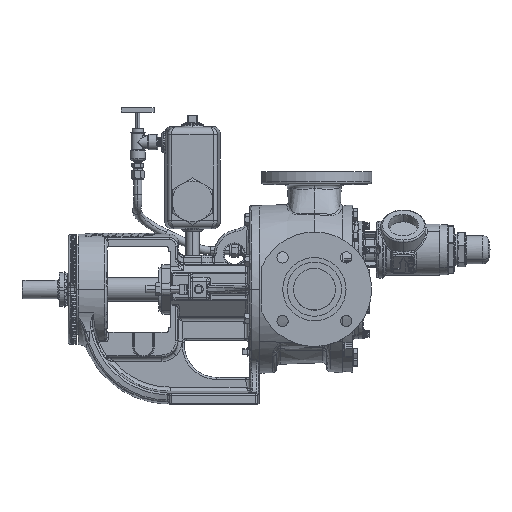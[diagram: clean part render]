
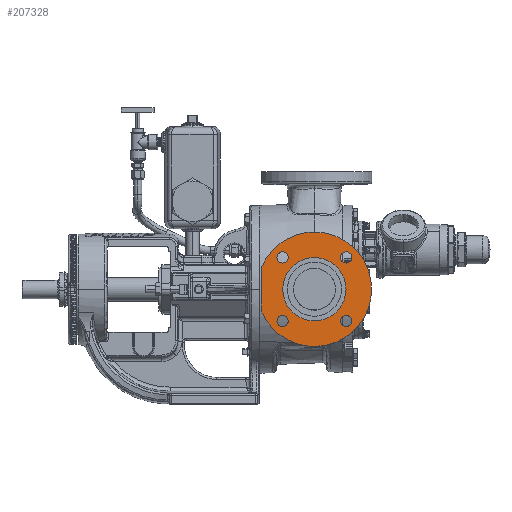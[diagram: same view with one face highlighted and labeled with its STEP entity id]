
A CAD part, top view. The second image highlights one B-rep face of the part: STEP entity #207328.
In plain terms, the highlighted planar face has unit normal (0, 0, 1).
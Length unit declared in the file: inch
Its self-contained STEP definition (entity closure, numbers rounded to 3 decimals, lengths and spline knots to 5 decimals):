
#96 = AXIS2_PLACEMENT_3D ( 'NONE', #249427, #125535, #1408 ) ;
#602 = EDGE_CURVE ( 'NONE', #123835, #50187, #138904, .T. ) ;
#1408 = DIRECTION ( 'NONE',  ( 1., 0., 0. ) ) ;
#5125 = CARTESIAN_POINT ( 'NONE',  ( 5.27454, -1.94454, 7.19 ) ) ;
#8967 = DIRECTION ( 'NONE',  ( 1., 0., 0. ) ) ;
#13834 = CIRCLE ( 'NONE', #142443, 3.5 ) ;
#15524 = EDGE_CURVE ( 'NONE', #50187, #123835, #175159, .T. ) ;
#17735 = FACE_BOUND ( 'NONE', #261810, .T. ) ;
#17835 = EDGE_CURVE ( 'NONE', #71893, #80770, #154930, .T. ) ;
#17856 = AXIS2_PLACEMENT_3D ( 'NONE', #235753, #111891, #256612 ) ;
#23689 = VERTEX_POINT ( 'NONE', #134816 ) ;
#24786 = CARTESIAN_POINT ( 'NONE',  ( 5.265, 0., 7.19 ) ) ;
#25991 = DIRECTION ( 'NONE',  ( 1., 0., 0. ) ) ;
#26082 = PLANE ( 'NONE',  #239572 ) ;
#26365 = DIRECTION ( 'NONE',  ( 0., 0., 1. ) ) ;
#26716 = ORIENTED_EDGE ( 'NONE', *, *, #119344, .T. ) ;
#35649 = VECTOR ( 'NONE', #200497, 39.37008 ) ;
#42326 = CARTESIAN_POINT ( 'NONE',  ( 1.38546, 1.94454, 7.19 ) ) ;
#46909 = EDGE_LOOP ( 'NONE', ( #159453, #189482 ) ) ;
#49013 = VERTEX_POINT ( 'NONE', #173722 ) ;
#50187 = VERTEX_POINT ( 'NONE', #54566 ) ;
#52827 = DIRECTION ( 'NONE',  ( 0., 0., 1. ) ) ;
#53381 = FACE_BOUND ( 'NONE', #46909, .T. ) ;
#54071 = EDGE_CURVE ( 'NONE', #253946, #150784, #262799, .T. ) ;
#54566 = CARTESIAN_POINT ( 'NONE',  ( 5.61854, 1.94454, 7.19 ) ) ;
#55349 = VERTEX_POINT ( 'NONE', #81038 ) ;
#55676 = CARTESIAN_POINT ( 'NONE',  ( 0.08, 3.70917, 7.19 ) ) ;
#61131 = ORIENTED_EDGE ( 'NONE', *, *, #218176, .F. ) ;
#62215 = DIRECTION ( 'NONE',  ( 0., 0., 1. ) ) ;
#63112 = DIRECTION ( 'NONE',  ( 1., 0., 0. ) ) ;
#64244 = AXIS2_PLACEMENT_3D ( 'NONE', #176876, #52827, #197662 ) ;
#65045 = VERTEX_POINT ( 'NONE', #196451 ) ;
#70615 = ORIENTED_EDGE ( 'NONE', *, *, #15524, .F. ) ;
#71893 = VERTEX_POINT ( 'NONE', #155494 ) ;
#80770 = VERTEX_POINT ( 'NONE', #95775 ) ;
#81038 = CARTESIAN_POINT ( 'NONE',  ( 1.04146, -1.94454, 7.19 ) ) ;
#87376 = VERTEX_POINT ( 'NONE', #244456 ) ;
#89532 = CARTESIAN_POINT ( 'NONE',  ( -0.1225, 0., 7.19 ) ) ;
#89573 = ORIENTED_EDGE ( 'NONE', *, *, #259044, .F. ) ;
#92007 = CIRCLE ( 'NONE', #214975, 0.344 ) ;
#95775 = CARTESIAN_POINT ( 'NONE',  ( 0.08, 1.27574, 7.19 ) ) ;
#102197 = DIRECTION ( 'NONE',  ( 0., 0., 1. ) ) ;
#103466 = CIRCLE ( 'NONE', #203312, 0.344 ) ;
#106709 = ORIENTED_EDGE ( 'NONE', *, *, #602, .F. ) ;
#109206 = CARTESIAN_POINT ( 'NONE',  ( 1.38546, 1.94454, 7.19 ) ) ;
#110357 = DIRECTION ( 'NONE',  ( 0., 0., 1. ) ) ;
#110364 = DIRECTION ( 'NONE',  ( 0., 1., 0. ) ) ;
#111865 = CARTESIAN_POINT ( 'NONE',  ( 1.72946, 1.94454, 7.19 ) ) ;
#111891 = DIRECTION ( 'NONE',  ( 0., 0., 1. ) ) ;
#114795 = CARTESIAN_POINT ( 'NONE',  ( 3.33, 0., 7.19 ) ) ;
#118818 = AXIS2_PLACEMENT_3D ( 'NONE', #5125, #150094, #25991 ) ;
#119344 = EDGE_CURVE ( 'NONE', #80770, #65045, #255837, .T. ) ;
#122464 = CARTESIAN_POINT ( 'NONE',  ( 3.33, 0., 7.19 ) ) ;
#123835 = VERTEX_POINT ( 'NONE', #179454 ) ;
#125535 = DIRECTION ( 'NONE',  ( 0., 0., 1. ) ) ;
#127407 = CIRCLE ( 'NONE', #64244, 0.344 ) ;
#129994 = DIRECTION ( 'NONE',  ( 1., 0., 0. ) ) ;
#133061 = DIRECTION ( 'NONE',  ( 0., 0., 1. ) ) ;
#134816 = CARTESIAN_POINT ( 'NONE',  ( 5.61854, -1.94454, 7.19 ) ) ;
#135575 = DIRECTION ( 'NONE',  ( 0., 1., 0. ) ) ;
#138658 = EDGE_CURVE ( 'NONE', #262230, #148705, #215448, .T. ) ;
#138904 = CIRCLE ( 'NONE', #96, 0.344 ) ;
#139420 = ORIENTED_EDGE ( 'NONE', *, *, #54071, .F. ) ;
#140903 = CARTESIAN_POINT ( 'NONE',  ( 1.395, 0., 7.19 ) ) ;
#142399 = AXIS2_PLACEMENT_3D ( 'NONE', #234240, #110357, #255104 ) ;
#142443 = AXIS2_PLACEMENT_3D ( 'NONE', #114795, #259521, #135575 ) ;
#142802 = VERTEX_POINT ( 'NONE', #188956 ) ;
#143226 = DIRECTION ( 'NONE',  ( 1., 0., 0. ) ) ;
#145688 = EDGE_LOOP ( 'NONE', ( #61131, #139420 ) ) ;
#148078 = CIRCLE ( 'NONE', #142399, 0.12 ) ;
#148705 = VERTEX_POINT ( 'NONE', #24786 ) ;
#149514 = CIRCLE ( 'NONE', #118818, 0.344 ) ;
#150094 = DIRECTION ( 'NONE',  ( 0., 0., 1. ) ) ;
#150459 = CARTESIAN_POINT ( 'NONE',  ( 5.27454, -1.94454, 7.19 ) ) ;
#150784 = VERTEX_POINT ( 'NONE', #111865 ) ;
#151333 = CIRCLE ( 'NONE', #206361, 0.344 ) ;
#154930 = CIRCLE ( 'NONE', #17856, 0.12 ) ;
#155494 = CARTESIAN_POINT ( 'NONE',  ( 0.08888, 1.32103, 7.19 ) ) ;
#157054 = FACE_OUTER_BOUND ( 'NONE', #223089, .T. ) ;
#159453 = ORIENTED_EDGE ( 'NONE', *, *, #180123, .F. ) ;
#162343 = AXIS2_PLACEMENT_3D ( 'NONE', #122464, #267173, #143226 ) ;
#166314 = AXIS2_PLACEMENT_3D ( 'NONE', #42326, #187106, #63112 ) ;
#170949 = ORIENTED_EDGE ( 'NONE', *, *, #258609, .F. ) ;
#171265 = DIRECTION ( 'NONE',  ( 1., 0., 0. ) ) ;
#173722 = CARTESIAN_POINT ( 'NONE',  ( 4.93054, -1.94454, 7.19 ) ) ;
#175159 = CIRCLE ( 'NONE', #234349, 0.344 ) ;
#176876 = CARTESIAN_POINT ( 'NONE',  ( 1.38546, -1.94454, 7.19 ) ) ;
#179454 = CARTESIAN_POINT ( 'NONE',  ( 4.93054, 1.94454, 7.19 ) ) ;
#180123 = EDGE_CURVE ( 'NONE', #23689, #49013, #103466, .T. ) ;
#186237 = CARTESIAN_POINT ( 'NONE',  ( 3.33, 0., 7.19 ) ) ;
#187106 = DIRECTION ( 'NONE',  ( 0., 0., 1. ) ) ;
#188956 = CARTESIAN_POINT ( 'NONE',  ( 0.08888, -1.32103, 7.19 ) ) ;
#189482 = ORIENTED_EDGE ( 'NONE', *, *, #211148, .F. ) ;
#191547 = ORIENTED_EDGE ( 'NONE', *, *, #17835, .T. ) ;
#192882 = ORIENTED_EDGE ( 'NONE', *, *, #138658, .F. ) ;
#193329 = CIRCLE ( 'NONE', #261901, 1.935 ) ;
#196451 = CARTESIAN_POINT ( 'NONE',  ( 0.08, -1.27574, 7.19 ) ) ;
#197662 = DIRECTION ( 'NONE',  ( 1., 0., 0. ) ) ;
#200497 = DIRECTION ( 'NONE',  ( 0., -1., 0. ) ) ;
#203312 = AXIS2_PLACEMENT_3D ( 'NONE', #150459, #26365, #171265 ) ;
#204644 = EDGE_CURVE ( 'NONE', #87376, #55349, #151333, .T. ) ;
#204741 = EDGE_CURVE ( 'NONE', #148705, #262230, #193329, .T. ) ;
#206361 = AXIS2_PLACEMENT_3D ( 'NONE', #226089, #102197, #246866 ) ;
#207046 = DIRECTION ( 'NONE',  ( 1., 0., 0. ) ) ;
#207328 = ADVANCED_FACE ( 'NONE', ( #267115, #218523, #17735, #53381, #212025, #157054 ), #26082, .F. ) ;
#211148 = EDGE_CURVE ( 'NONE', #49013, #23689, #149514, .T. ) ;
#212025 = FACE_BOUND ( 'NONE', #221329, .T. ) ;
#214975 = AXIS2_PLACEMENT_3D ( 'NONE', #109206, #253951, #129994 ) ;
#215448 = CIRCLE ( 'NONE', #162343, 1.935 ) ;
#218022 = CARTESIAN_POINT ( 'NONE',  ( 1.04146, 1.94454, 7.19 ) ) ;
#218176 = EDGE_CURVE ( 'NONE', #150784, #253946, #92007, .T. ) ;
#218523 = FACE_BOUND ( 'NONE', #145688, .T. ) ;
#220920 = ORIENTED_EDGE ( 'NONE', *, *, #204644, .F. ) ;
#221329 = EDGE_LOOP ( 'NONE', ( #268103, #192882 ) ) ;
#223089 = EDGE_LOOP ( 'NONE', ( #242170, #89573, #191547, #26716 ) ) ;
#226089 = CARTESIAN_POINT ( 'NONE',  ( 1.38546, -1.94454, 7.19 ) ) ;
#234240 = CARTESIAN_POINT ( 'NONE',  ( 0.2, -1.27574, 7.19 ) ) ;
#234248 = DIRECTION ( 'NONE',  ( 0., 0., -1. ) ) ;
#234349 = AXIS2_PLACEMENT_3D ( 'NONE', #257032, #133061, #8967 ) ;
#235753 = CARTESIAN_POINT ( 'NONE',  ( 0.2, 1.27574, 7.19 ) ) ;
#239572 = AXIS2_PLACEMENT_3D ( 'NONE', #89532, #234248, #110364 ) ;
#242170 = ORIENTED_EDGE ( 'NONE', *, *, #245933, .T. ) ;
#244456 = CARTESIAN_POINT ( 'NONE',  ( 1.72946, -1.94454, 7.19 ) ) ;
#245933 = EDGE_CURVE ( 'NONE', #65045, #142802, #148078, .T. ) ;
#246866 = DIRECTION ( 'NONE',  ( 1., 0., 0. ) ) ;
#249427 = CARTESIAN_POINT ( 'NONE',  ( 5.27454, 1.94454, 7.19 ) ) ;
#253946 = VERTEX_POINT ( 'NONE', #218022 ) ;
#253951 = DIRECTION ( 'NONE',  ( 0., 0., 1. ) ) ;
#255104 = DIRECTION ( 'NONE',  ( 0., 1., 0. ) ) ;
#255837 = LINE ( 'NONE', #55676, #35649 ) ;
#256612 = DIRECTION ( 'NONE',  ( 0., 1., 0. ) ) ;
#257032 = CARTESIAN_POINT ( 'NONE',  ( 5.27454, 1.94454, 7.19 ) ) ;
#258609 = EDGE_CURVE ( 'NONE', #55349, #87376, #127407, .T. ) ;
#259044 = EDGE_CURVE ( 'NONE', #71893, #142802, #13834, .T. ) ;
#259521 = DIRECTION ( 'NONE',  ( 0., 0., -1. ) ) ;
#261810 = EDGE_LOOP ( 'NONE', ( #220920, #170949 ) ) ;
#261901 = AXIS2_PLACEMENT_3D ( 'NONE', #186237, #62215, #207046 ) ;
#262230 = VERTEX_POINT ( 'NONE', #140903 ) ;
#262799 = CIRCLE ( 'NONE', #166314, 0.344 ) ;
#262854 = EDGE_LOOP ( 'NONE', ( #70615, #106709 ) ) ;
#267115 = FACE_BOUND ( 'NONE', #262854, .T. ) ;
#267173 = DIRECTION ( 'NONE',  ( 0., 0., 1. ) ) ;
#268103 = ORIENTED_EDGE ( 'NONE', *, *, #204741, .F. ) ;
